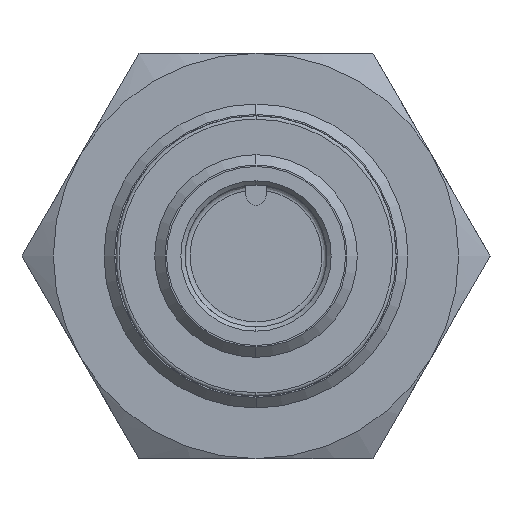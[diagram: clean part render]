
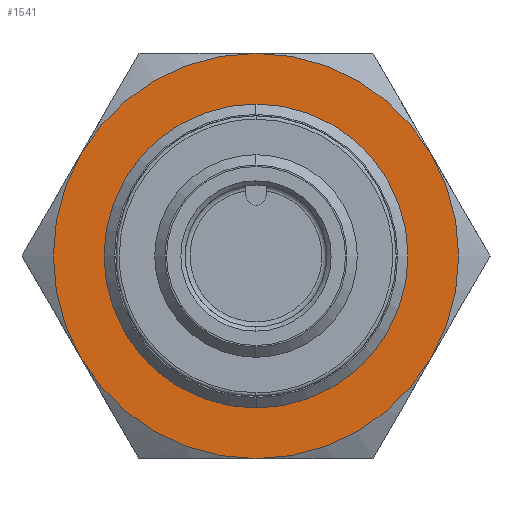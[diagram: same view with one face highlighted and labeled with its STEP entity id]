
A CAD part, left-side view. The second image highlights one B-rep face of the part: STEP entity #1541.
In plain terms, the highlighted planar face has unit normal (-1, 0, 0).
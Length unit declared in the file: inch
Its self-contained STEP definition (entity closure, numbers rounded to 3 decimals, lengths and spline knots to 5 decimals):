
#50 = AXIS2_PLACEMENT_3D ( 'NONE', #291, #788, #2893 ) ;
#217 = CIRCLE ( 'NONE', #4575, 0.47244 ) ;
#286 = ORIENTED_EDGE ( 'NONE', *, *, #5076, .F. ) ;
#291 = CARTESIAN_POINT ( 'NONE',  ( 1.65354, 0., 0. ) ) ;
#414 = DIRECTION ( 'NONE',  ( 1., 0., 0. ) ) ;
#488 = DIRECTION ( 'NONE',  ( 1., 0., 0. ) ) ;
#489 = ORIENTED_EDGE ( 'NONE', *, *, #4407, .F. ) ;
#503 = CIRCLE ( 'NONE', #3435, 0.47244 ) ;
#582 = VERTEX_POINT ( 'NONE', #665 ) ;
#583 = CARTESIAN_POINT ( 'NONE',  ( 1.65354, 0., 0. ) ) ;
#585 = CARTESIAN_POINT ( 'NONE',  ( 1.65354, 0.40915, 0.23622 ) ) ;
#620 = CARTESIAN_POINT ( 'NONE',  ( 1.65354, 0., -0.35433 ) ) ;
#628 = DIRECTION ( 'NONE',  ( 0., 0., 1. ) ) ;
#665 = CARTESIAN_POINT ( 'NONE',  ( 1.65354, 0., -0.47244 ) ) ;
#755 = VERTEX_POINT ( 'NONE', #620 ) ;
#788 = DIRECTION ( 'NONE',  ( 1., 0., 0. ) ) ;
#917 = EDGE_LOOP ( 'NONE', ( #3019, #6000 ) ) ;
#1055 = ORIENTED_EDGE ( 'NONE', *, *, #4559, .F. ) ;
#1075 = AXIS2_PLACEMENT_3D ( 'NONE', #3591, #488, #1586 ) ;
#1160 = EDGE_CURVE ( 'NONE', #3663, #755, #1729, .T. ) ;
#1412 = CARTESIAN_POINT ( 'NONE',  ( 1.65354, 0.40915, -0.23622 ) ) ;
#1509 = AXIS2_PLACEMENT_3D ( 'NONE', #6320, #3198, #628 ) ;
#1541 = ADVANCED_FACE ( 'NONE', ( #4699, #5925 ), #5797, .T. ) ;
#1586 = DIRECTION ( 'NONE',  ( 0., 0., 1. ) ) ;
#1729 = CIRCLE ( 'NONE', #4414, 0.35433 ) ;
#1812 = VERTEX_POINT ( 'NONE', #1412 ) ;
#2088 = DIRECTION ( 'NONE',  ( 0., 0., 1. ) ) ;
#2118 = CARTESIAN_POINT ( 'NONE',  ( 1.65354, -0.40915, -0.23622 ) ) ;
#2139 = DIRECTION ( 'NONE',  ( 0., 0., -1. ) ) ;
#2200 = DIRECTION ( 'NONE',  ( 1., 0., 0. ) ) ;
#2264 = VERTEX_POINT ( 'NONE', #585 ) ;
#2681 = CARTESIAN_POINT ( 'NONE',  ( 1.65354, 0., 0. ) ) ;
#2696 = ORIENTED_EDGE ( 'NONE', *, *, #3923, .F. ) ;
#2893 = DIRECTION ( 'NONE',  ( 0., 0., -1. ) ) ;
#2987 = DIRECTION ( 'NONE',  ( 0., 0., -1. ) ) ;
#3019 = ORIENTED_EDGE ( 'NONE', *, *, #1160, .T. ) ;
#3038 = AXIS2_PLACEMENT_3D ( 'NONE', #5158, #2200, #3190 ) ;
#3042 = ORIENTED_EDGE ( 'NONE', *, *, #4744, .F. ) ;
#3078 = CIRCLE ( 'NONE', #50, 0.47244 ) ;
#3146 = CIRCLE ( 'NONE', #3038, 0.47244 ) ;
#3155 = DIRECTION ( 'NONE',  ( 1., 0., 0. ) ) ;
#3170 = DIRECTION ( 'NONE',  ( 0., 0., -1. ) ) ;
#3190 = DIRECTION ( 'NONE',  ( 0., 0., -1. ) ) ;
#3198 = DIRECTION ( 'NONE',  ( -1., 0., 0. ) ) ;
#3226 = EDGE_LOOP ( 'NONE', ( #6413, #2696, #1055, #3042, #286, #489 ) ) ;
#3400 = EDGE_CURVE ( 'NONE', #3889, #582, #217, .T. ) ;
#3435 = AXIS2_PLACEMENT_3D ( 'NONE', #3634, #5731, #5691 ) ;
#3438 = CIRCLE ( 'NONE', #1075, 0.35433 ) ;
#3591 = CARTESIAN_POINT ( 'NONE',  ( 1.65354, 0., 0. ) ) ;
#3634 = CARTESIAN_POINT ( 'NONE',  ( 1.65354, 0., 0. ) ) ;
#3663 = VERTEX_POINT ( 'NONE', #4054 ) ;
#3668 = EDGE_CURVE ( 'NONE', #755, #3663, #3438, .T. ) ;
#3889 = VERTEX_POINT ( 'NONE', #2118 ) ;
#3923 = EDGE_CURVE ( 'NONE', #4382, #3889, #5515, .T. ) ;
#4054 = CARTESIAN_POINT ( 'NONE',  ( 1.65354, 0., 0.35433 ) ) ;
#4382 = VERTEX_POINT ( 'NONE', #4564 ) ;
#4407 = EDGE_CURVE ( 'NONE', #582, #1812, #6582, .T. ) ;
#4414 = AXIS2_PLACEMENT_3D ( 'NONE', #583, #3155, #2088 ) ;
#4559 = EDGE_CURVE ( 'NONE', #5352, #4382, #503, .T. ) ;
#4564 = CARTESIAN_POINT ( 'NONE',  ( 1.65354, -0.40915, 0.23622 ) ) ;
#4575 = AXIS2_PLACEMENT_3D ( 'NONE', #2681, #5724, #2139 ) ;
#4583 = AXIS2_PLACEMENT_3D ( 'NONE', #6053, #414, #2987 ) ;
#4653 = DIRECTION ( 'NONE',  ( 1., 0., 0. ) ) ;
#4699 = FACE_OUTER_BOUND ( 'NONE', #3226, .T. ) ;
#4744 = EDGE_CURVE ( 'NONE', #2264, #5352, #3078, .T. ) ;
#5076 = EDGE_CURVE ( 'NONE', #1812, #2264, #3146, .T. ) ;
#5158 = CARTESIAN_POINT ( 'NONE',  ( 1.65354, 0., 0. ) ) ;
#5213 = AXIS2_PLACEMENT_3D ( 'NONE', #6268, #4653, #3170 ) ;
#5352 = VERTEX_POINT ( 'NONE', #6060 ) ;
#5515 = CIRCLE ( 'NONE', #5213, 0.47244 ) ;
#5691 = DIRECTION ( 'NONE',  ( 0., 0., -1. ) ) ;
#5724 = DIRECTION ( 'NONE',  ( 1., 0., 0. ) ) ;
#5731 = DIRECTION ( 'NONE',  ( 1., 0., 0. ) ) ;
#5797 = PLANE ( 'NONE',  #1509 ) ;
#5925 = FACE_BOUND ( 'NONE', #917, .T. ) ;
#6000 = ORIENTED_EDGE ( 'NONE', *, *, #3668, .T. ) ;
#6053 = CARTESIAN_POINT ( 'NONE',  ( 1.65354, 0., 0. ) ) ;
#6060 = CARTESIAN_POINT ( 'NONE',  ( 1.65354, 0., 0.47244 ) ) ;
#6268 = CARTESIAN_POINT ( 'NONE',  ( 1.65354, 0., 0. ) ) ;
#6320 = CARTESIAN_POINT ( 'NONE',  ( 1.65354, -0.23622, 0. ) ) ;
#6413 = ORIENTED_EDGE ( 'NONE', *, *, #3400, .F. ) ;
#6582 = CIRCLE ( 'NONE', #4583, 0.47244 ) ;
